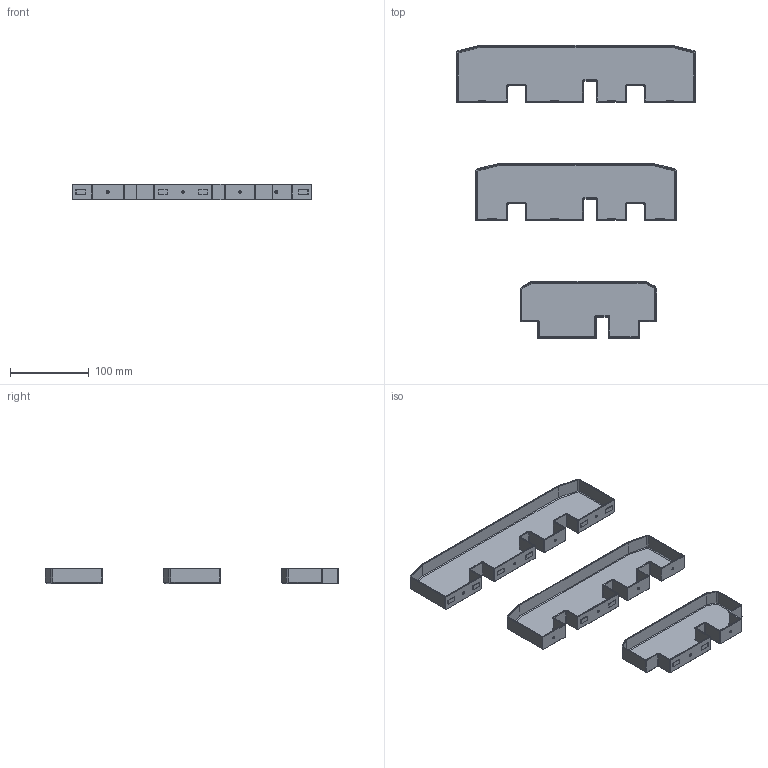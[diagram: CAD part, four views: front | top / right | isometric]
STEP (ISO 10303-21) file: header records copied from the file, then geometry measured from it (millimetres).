
FILE_DESCRIPTION(/* description */ (''),/* implementation_level */ '2;1');
FILE_NAME(/* name */ '2.4_Bedfan_Backplates_v1.step',/* time_stamp */ '2023-12-30T13:12:28+01:00',/* author */ (''),/* organization */ (''),/* preprocessor_version */ 'ST-DEVELOPER v20',/* originating_system */ 'Autodesk Translation Framework v12.14.0.127',/* authorisation */ '');
FILE_SCHEMA (('AUTOMOTIVE_DESIGN { 1 0 10303 214 3 1 1 }'));
Length unit declared in the file: millimetre
Products named in the file (1): 2.4 Backplate
Bounding box: 305 x 373 x 20 mm (x, y, z)
Volume: 139493.2 mm3; surface area: 177502.7 mm2
Topology: 3 solids, 3 shells, 1115 faces, 2789 edges, 1752 vertices
Faces by surface type: plane 661, bspline 154, cone 136, cylinder 114, torus 50
Full cylindrical faces by diameter (mm): 3.1 x10, 6.1 x10
Entity records: 33010 total; most frequent: CARTESIAN_POINT 7043, ORIENTED_EDGE 5578, DIRECTION 4929, EDGE_CURVE 2789, LINE 1957, VECTOR 1957, VERTEX_POINT 1752, AXIS2_PLACEMENT_3D 1486
